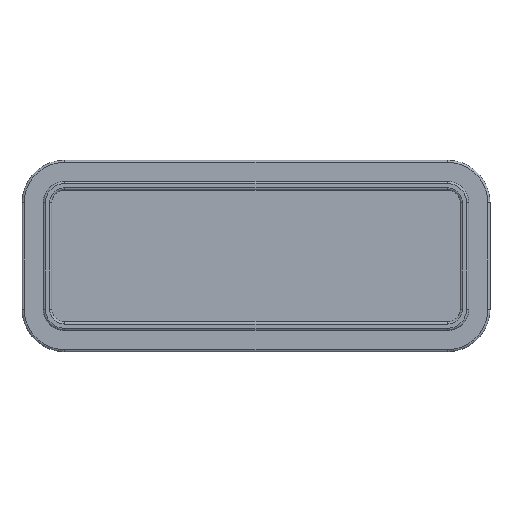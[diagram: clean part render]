
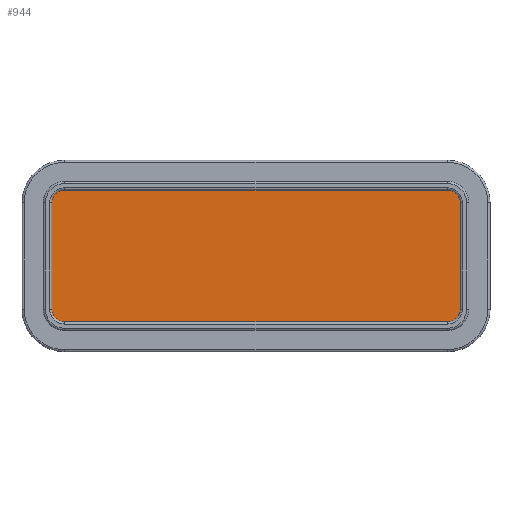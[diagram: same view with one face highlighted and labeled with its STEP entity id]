
A CAD part, top view. The second image highlights one B-rep face of the part: STEP entity #944.
In plain terms, the highlighted planar face has unit normal (0, 0, 1).
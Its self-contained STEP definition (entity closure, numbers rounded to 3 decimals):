
#35=PLANE('',#1089);
#50=LINE('',#1494,#114);
#54=LINE('',#1503,#118);
#96=LINE('',#1695,#160);
#97=LINE('',#1699,#161);
#114=VECTOR('',#1167,10.);
#118=VECTOR('',#1177,10.);
#160=VECTOR('',#1403,10.);
#161=VECTOR('',#1406,10.);
#246=FACE_OUTER_BOUND('',#308,.T.);
#308=EDGE_LOOP('',(#831,#832,#833,#834,#835,#836,#837,#838));
#335=CIRCLE('',#996,3.);
#336=CIRCLE('',#999,3.);
#389=CIRCLE('',#1090,3.);
#390=CIRCLE('',#1091,3.);
#407=VERTEX_POINT('',#1491);
#408=VERTEX_POINT('',#1493);
#409=VERTEX_POINT('',#1497);
#410=VERTEX_POINT('',#1501);
#411=VERTEX_POINT('',#1505);
#468=VERTEX_POINT('',#1694);
#469=VERTEX_POINT('',#1696);
#470=VERTEX_POINT('',#1698);
#496=EDGE_CURVE('',#407,#408,#50,.T.);
#499=EDGE_CURVE('',#409,#407,#335,.T.);
#501=EDGE_CURVE('',#410,#409,#54,.T.);
#503=EDGE_CURVE('',#411,#410,#336,.T.);
#596=EDGE_CURVE('',#468,#411,#96,.T.);
#597=EDGE_CURVE('',#469,#468,#389,.T.);
#598=EDGE_CURVE('',#470,#469,#97,.T.);
#599=EDGE_CURVE('',#408,#470,#390,.T.);
#831=ORIENTED_EDGE('',*,*,#499,.F.);
#832=ORIENTED_EDGE('',*,*,#501,.F.);
#833=ORIENTED_EDGE('',*,*,#503,.F.);
#834=ORIENTED_EDGE('',*,*,#596,.F.);
#835=ORIENTED_EDGE('',*,*,#597,.F.);
#836=ORIENTED_EDGE('',*,*,#598,.F.);
#837=ORIENTED_EDGE('',*,*,#599,.F.);
#838=ORIENTED_EDGE('',*,*,#496,.F.);
#944=ADVANCED_FACE('',(#246),#35,.T.);
#996=AXIS2_PLACEMENT_3D('',#1499,#1172,#1173);
#999=AXIS2_PLACEMENT_3D('',#1507,#1181,#1182);
#1089=AXIS2_PLACEMENT_3D('',#1693,#1401,#1402);
#1090=AXIS2_PLACEMENT_3D('',#1697,#1404,#1405);
#1091=AXIS2_PLACEMENT_3D('',#1700,#1407,#1408);
#1167=DIRECTION('',(0.,-1.,0.));
#1172=DIRECTION('center_axis',(0.,0.,-1.));
#1173=DIRECTION('ref_axis',(1.,0.,0.));
#1177=DIRECTION('',(1.,0.,0.));
#1181=DIRECTION('center_axis',(0.,0.,-1.));
#1182=DIRECTION('ref_axis',(0.,1.,0.));
#1401=DIRECTION('center_axis',(0.,0.,1.));
#1402=DIRECTION('ref_axis',(1.,0.,0.));
#1403=DIRECTION('',(0.,1.,0.));
#1404=DIRECTION('center_axis',(0.,0.,-1.));
#1405=DIRECTION('ref_axis',(-1.,0.,0.));
#1406=DIRECTION('',(-1.,0.,0.));
#1407=DIRECTION('center_axis',(0.,0.,-1.));
#1408=DIRECTION('ref_axis',(0.,-1.,0.));
#1491=CARTESIAN_POINT('',(48.,12.5,3.));
#1493=CARTESIAN_POINT('',(48.,-12.5,3.));
#1494=CARTESIAN_POINT('',(48.,6.25,3.));
#1497=CARTESIAN_POINT('',(45.,15.5,3.));
#1499=CARTESIAN_POINT('Origin',(45.,12.5,3.));
#1501=CARTESIAN_POINT('',(-45.,15.5,3.));
#1503=CARTESIAN_POINT('',(-22.5,15.5,3.));
#1505=CARTESIAN_POINT('',(-48.,12.5,3.));
#1507=CARTESIAN_POINT('Origin',(-45.,12.5,3.));
#1693=CARTESIAN_POINT('Origin',(0.,0.,3.));
#1694=CARTESIAN_POINT('',(-48.,-12.5,3.));
#1695=CARTESIAN_POINT('',(-48.,-6.25,3.));
#1696=CARTESIAN_POINT('',(-45.,-15.5,3.));
#1697=CARTESIAN_POINT('Origin',(-45.,-12.5,3.));
#1698=CARTESIAN_POINT('',(45.,-15.5,3.));
#1699=CARTESIAN_POINT('',(22.5,-15.5,3.));
#1700=CARTESIAN_POINT('Origin',(45.,-12.5,3.));
